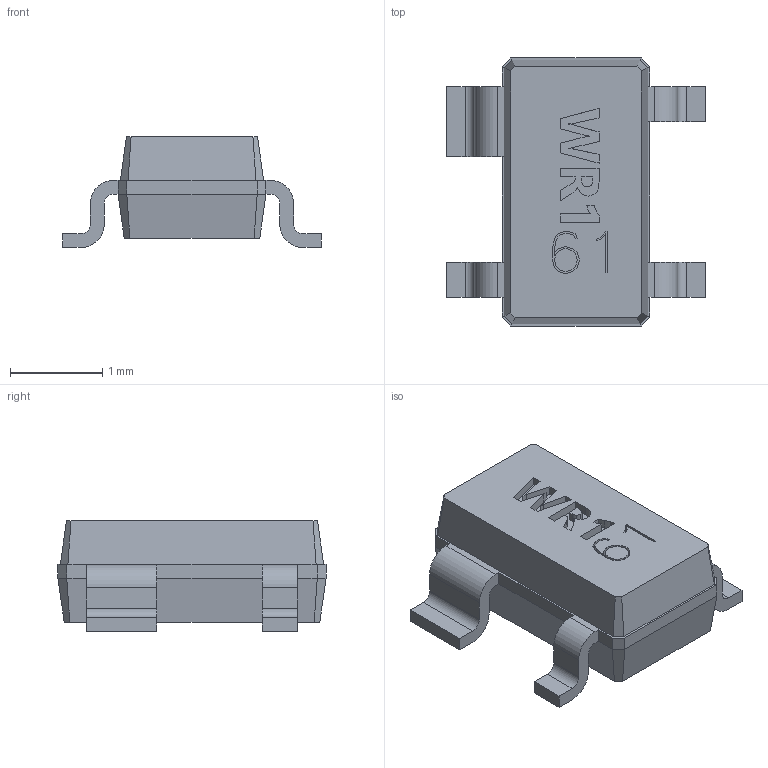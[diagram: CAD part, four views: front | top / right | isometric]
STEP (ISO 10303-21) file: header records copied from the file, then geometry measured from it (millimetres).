
FILE_DESCRIPTION(/* description */ (''),/* implementation_level */ '2;1');
FILE_NAME(/* name */ 'PRTR5V0U2X.step',/* time_stamp */ '2020-04-26T03:23:26+07:00',/* author */ (''),/* organization */ (''),/* preprocessor_version */ 'ST-DEVELOPER v18.1',/* originating_system */ 'Autodesk Translation Framework v9.2.0.1227',/* authorisation */ '');
FILE_SCHEMA (('AUTOMOTIVE_DESIGN { 1 0 10303 214 3 1 1 }'));
Length unit declared in the file: millimetre
Products named in the file (1): PRTR5V0U2X
Bounding box: 2.8 x 2.9 x 1.2 mm (x, y, z)
Volume: 5 mm3; surface area: 23.7 mm2
Topology: 1 solids, 1 shells, 218 faces, 587 edges, 378 vertices
Faces by surface type: plane 174, bspline 28, cylinder 16
Entity records: 7086 total; most frequent: CARTESIAN_POINT 1660, ORIENTED_EDGE 1174, DIRECTION 945, EDGE_CURVE 587, LINE 499, VECTOR 499, VERTEX_POINT 378, EDGE_LOOP 225
